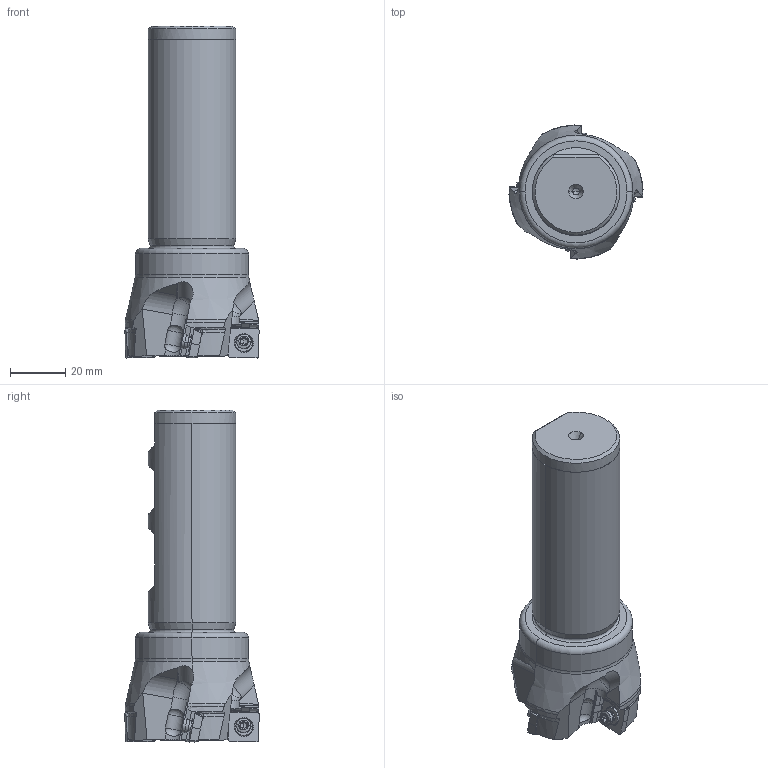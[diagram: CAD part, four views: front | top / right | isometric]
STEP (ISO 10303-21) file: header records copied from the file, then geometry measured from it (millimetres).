
FILE_DESCRIPTION(/* description */ (''),/* implementation_level */ '2;1');
FILE_NAME(/* name */ 'ASX400R324W20.stp',/* time_stamp */ '2025-07-03T15:45:41+09:00',/* author */ (''),/* organization */ (''),/* preprocessor_version */ 'ST-DEVELOPER v18.101',/* originating_system */ 'SIEMENS PLM Software NX 2011',/* authorisation */ '');
FILE_SCHEMA (('AUTOMOTIVE_DESIGN { 1 0 10303 214 3 1 1 1 }'));
Length unit declared in the file: millimetre
Products named in the file (1): ASX400R324W20_ASM
Bounding box: 48.59 x 48.62 x 120.37 mm (x, y, z)
Volume: 108735.8 mm3; surface area: 20439.8 mm2
Topology: 13 solids, 13 shells, 611 faces, 1741 edges, 1144 vertices
Faces by surface type: plane 241, cylinder 223, cone 87, torus 32, sphere 20, bspline 8
Entity records: 21846 total; most frequent: CARTESIAN_POINT 6203, ORIENTED_EDGE 3386, DIRECTION 3006, EDGE_CURVE 1693, AXIS2_PLACEMENT_3D 1166, VERTEX_POINT 1137, LINE 674, VECTOR 674
